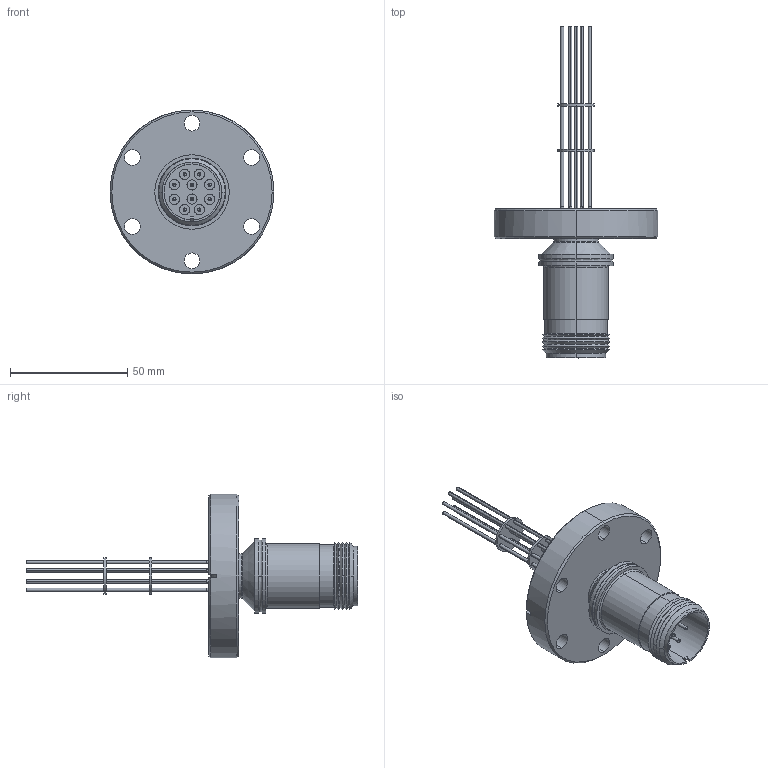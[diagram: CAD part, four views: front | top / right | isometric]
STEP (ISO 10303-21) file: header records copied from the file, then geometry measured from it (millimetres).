
FILE_DESCRIPTION (( 'STEP AP214' ), '1' );
FILE_NAME ('263-TCK-MS-5-C40.STEP', '2017-03-02T06:49:09', ( 'allectra' ), ( 'Microsoft' ), 'SwSTEP 2.0', 'SolidWorks 2014', '' );
FILE_SCHEMA (( 'AUTOMOTIVE_DESIGN' ));
Length unit declared in the file: millimetre
Products named in the file (2): 263-TCK-MS-5-C40
Bounding box: 69.85 x 141.48 x 69.85 mm (x, y, z)
Volume: 52782.6 mm3; surface area: 32406.2 mm2
Topology: 1 solids, 1 shells, 427 faces, 1044 edges, 685 vertices
Faces by surface type: cylinder 222, bspline 88, plane 86, cone 31
Entity records: 14725 total; most frequent: CARTESIAN_POINT 4436, DIRECTION 2261, ORIENTED_EDGE 2088, EDGE_CURVE 1044, AXIS2_PLACEMENT_3D 990, VERTEX_POINT 685, CIRCLE 649, EDGE_LOOP 549
